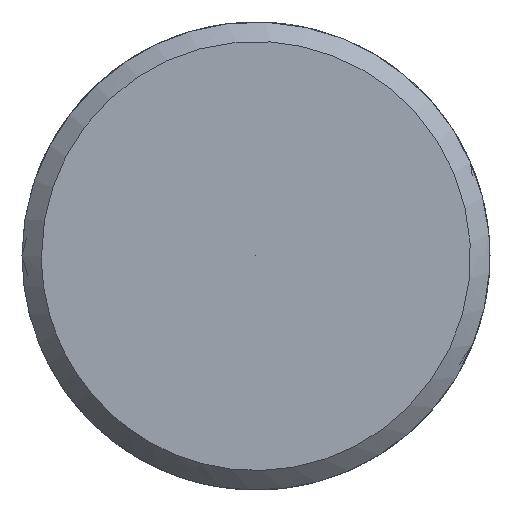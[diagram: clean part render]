
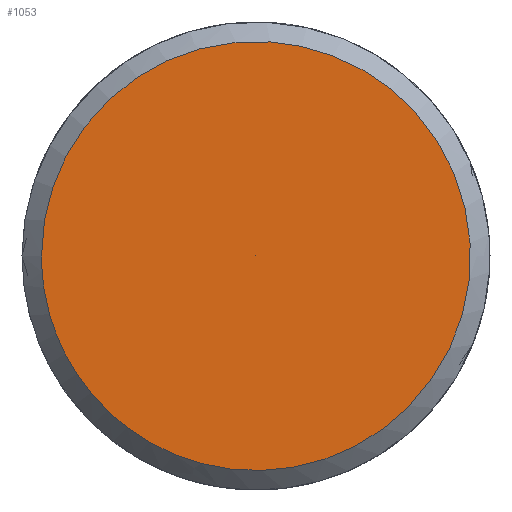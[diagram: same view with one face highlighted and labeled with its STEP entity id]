
A CAD part, left-side view. The second image highlights one B-rep face of the part: STEP entity #1053.
In plain terms, the highlighted free-form (B-spline) face has degree [5, 1] with [6, 2] control points.
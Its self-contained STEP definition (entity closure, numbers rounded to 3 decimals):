
#981 = CARTESIAN_POINT ('', (-64., 2.75, 0.));
#982 = VERTEX_POINT ('', #981);
#990 = CARTESIAN_POINT ('', (-64., 2.75, 0.));
#991 = CARTESIAN_POINT ('', (-64., 2.75, 11.));
#992 = CARTESIAN_POINT ('', (-64., -8.25, 5.5));
#993 = CARTESIAN_POINT ('', (-64., -8.25, -5.5));
#994 = CARTESIAN_POINT ('', (-64., 2.75, -11.));
#995 = CARTESIAN_POINT ('', (-64., 2.75, 0.));
#996 = (
   BOUNDED_CURVE ()
   B_SPLINE_CURVE (5, (#990, #991, #992, #993, #994, #995), .UNSPECIFIED., .T., .U.)
   B_SPLINE_CURVE_WITH_KNOTS ((6, 6), (0., 1.), .UNSPECIFIED.)
   CURVE ()
   GEOMETRIC_REPRESENTATION_ITEM ()
   RATIONAL_B_SPLINE_CURVE ((5., 1., 1., 1., 1., 5.))
   REPRESENTATION_ITEM ('')
);
#997 = EDGE_CURVE ('', #982, #982, #996, .T.);
#1029 = CARTESIAN_POINT ('', (-64., 0., 0.));
#1030 = VERTEX_POINT ('', #1029);
#1031 = CARTESIAN_POINT ('', (-64., 0., 0.));
#1032 = CARTESIAN_POINT ('', (-64., 2.75, 0.));
#1033 = B_SPLINE_CURVE_WITH_KNOTS ('', 1, (#1031, #1032), .UNSPECIFIED., .F., .U., (2, 2), (0., 1.), .UNSPECIFIED.);
#1034 = EDGE_CURVE ('', #1030, #982, #1033, .T.);
#1035 = ORIENTED_EDGE ('', *, *, #1034, .F.);
#1036 = ORIENTED_EDGE ('', *, *, #1034, .T.);
#1037 = ORIENTED_EDGE ('', *, *, #997, .F.);
#1038 = EDGE_LOOP ('', (#1035, #1036, #1037));
#1039 = FACE_OUTER_BOUND ('', #1038, .T.);
#1040 = CARTESIAN_POINT ('', (-64., 0., 0.));
#1041 = CARTESIAN_POINT ('', (-64., 2.75, 0.));
#1042 = CARTESIAN_POINT ('', (-64., 0., 0.));
#1043 = CARTESIAN_POINT ('', (-64., 2.75, 11.));
#1044 = CARTESIAN_POINT ('', (-64., 0., 0.));
#1045 = CARTESIAN_POINT ('', (-64., -8.25, 5.5));
#1046 = CARTESIAN_POINT ('', (-64., 0., 0.));
#1047 = CARTESIAN_POINT ('', (-64., -8.25, -5.5));
#1048 = CARTESIAN_POINT ('', (-64., 0., 0.));
#1049 = CARTESIAN_POINT ('', (-64., 2.75, -11.));
#1050 = CARTESIAN_POINT ('', (-64., 0., 0.));
#1051 = CARTESIAN_POINT ('', (-64., 2.75, 0.));
#1052 = (
   BOUNDED_SURFACE ()
   B_SPLINE_SURFACE (5, 1, ((#1040, #1041), (#1042, #1043), (#1044, #1045), (#1046, #1047), (#1048, #1049), (#1050, #1051)), .UNSPECIFIED., .T., .F., .U.)
   B_SPLINE_SURFACE_WITH_KNOTS ((6, 6), (2, 2), (0., 1.), (0., 1.), .UNSPECIFIED.)
   SURFACE ()
   GEOMETRIC_REPRESENTATION_ITEM ()
   RATIONAL_B_SPLINE_SURFACE (((5., 5.), (1., 1.), (1., 1.), (1., 1.), (1., 1.), (5., 5.)))
   REPRESENTATION_ITEM ('')
);
#1053 = ADVANCED_FACE ('', (#1039), #1052, .T.);
